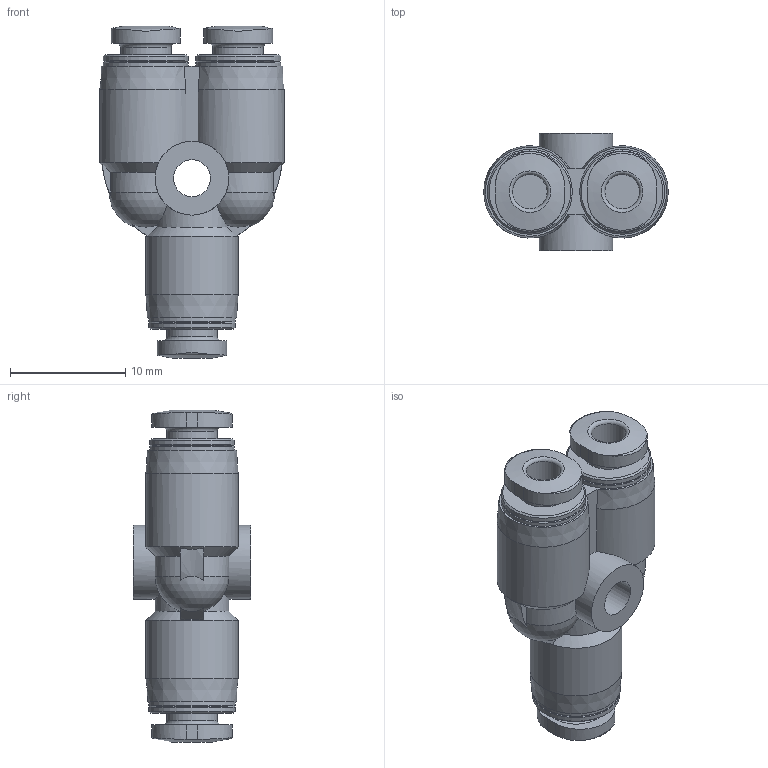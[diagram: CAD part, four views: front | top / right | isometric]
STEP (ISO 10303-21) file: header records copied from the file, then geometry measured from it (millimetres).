
FILE_DESCRIPTION(/* description */ ('STEP AP214'),/* implementation_level */ '2;1');
FILE_NAME(/* name */ '153370_QSMY-3',/* time_stamp */ '2024-09-11T09:36:39+02:00',/* author */ ('License CC BY-ND 4.0'),/* organization */ ('CADENAS'),/* preprocessor_version */ 'ST-DEVELOPER v19.3',/* originating_system */ 'PARTsolutions',/* authorisation */ ' ');
FILE_SCHEMA (('AUTOMOTIVE_DESIGN {1 0 10303 214 3 1 1}'));
Length unit declared in the file: millimetre
Products named in the file (1): 153370 QSMY-3
Bounding box: 16 x 10.2 x 28.79 mm (x, y, z)
Volume: 1780.9 mm3; surface area: 1724.8 mm2
Topology: 1 solids, 1 shells, 95 faces, 236 edges, 152 vertices
Faces by surface type: cylinder 34, plane 29, cone 18, torus 12, sphere 2
Full cylindrical faces by diameter (mm): 3 x3, 3.2 x1, 4.4 x3, 6.4 x2, 7.36 x4, 7.52 x2, 8 x1
Entity records: 3362 total; most frequent: CARTESIAN_POINT 652, DIRECTION 406, ORIENTED_EDGE 386, EDGE_CURVE 193, AXIS2_PLACEMENT_3D 187, VERTEX_POINT 145, EDGE_LOOP 142, FACE_BOUND 142
